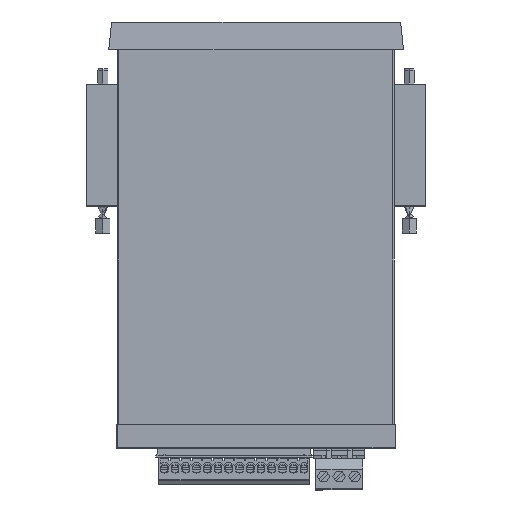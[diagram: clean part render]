
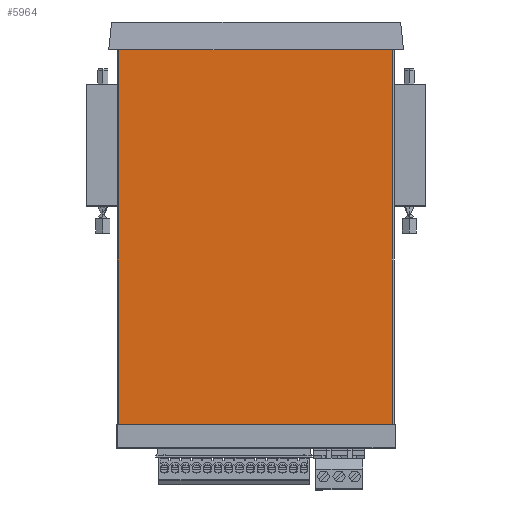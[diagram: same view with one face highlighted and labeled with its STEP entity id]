
A CAD part, front view. The second image highlights one B-rep face of the part: STEP entity #5964.
In plain terms, the highlighted face is planar.
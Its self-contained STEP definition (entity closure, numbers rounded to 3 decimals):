
#5964=ADVANCED_FACE('0:509',(#13812),#13813,.T.);
#13812=FACE_OUTER_BOUND('',#23875,.T.);
#13813=PLANE('',#23876);
#23875=EDGE_LOOP('',(#41093,#41094,#41095,#41096));
#23876=AXIS2_PLACEMENT_3D('',#41097,#41098,#41099);
#41093=ORIENTED_EDGE('',*,*,#65398,.F.);
#41094=ORIENTED_EDGE('',*,*,#65399,.T.);
#41095=ORIENTED_EDGE('',*,*,#65400,.T.);
#41096=ORIENTED_EDGE('',*,*,#62878,.F.);
#41097=CARTESIAN_POINT('',(44.294,0.0,-21.851));
#41098=DIRECTION('',(0.,0.0,-1.));
#41099=DIRECTION('',(0.0,-1.0,0.0));
#62878=EDGE_CURVE('0:1319',#76681,#76683,#76684,.T.);
#65398=EDGE_CURVE('0:2138',#80554,#76681,#80555,.T.);
#65399=EDGE_CURVE('0:2141',#80554,#80556,#80557,.T.);
#65400=EDGE_CURVE('0:2144',#80556,#76683,#80558,.T.);
#76681=VERTEX_POINT('',#96652);
#76683=VERTEX_POINT('',#96655);
#76684=LINE('',#96656,#96657);
#80554=VERTEX_POINT('',#102808);
#80555=LINE('',#102809,#102810);
#80556=VERTEX_POINT('',#102811);
#80557=LINE('',#102812,#102813);
#80558=LINE('',#102814,#102815);
#96652=CARTESIAN_POINT('',(-44.888,0.0,-21.862));
#96655=CARTESIAN_POINT('',(44.291,0.0,-21.853));
#96656=CARTESIAN_POINT('',(-44.888,0.0,-21.862));
#96657=VECTOR('',#117005,0.);
#102808=CARTESIAN_POINT('',(-44.89,122.0,-21.864));
#102809=CARTESIAN_POINT('',(-44.89,122.0,-21.864));
#102810=VECTOR('',#119777,0.);
#102811=CARTESIAN_POINT('',(44.294,122.0,-21.851));
#102812=CARTESIAN_POINT('',(-44.89,122.0,-21.864));
#102813=VECTOR('',#119778,0.);
#102814=CARTESIAN_POINT('',(44.294,122.0,-21.851));
#102815=VECTOR('',#119779,0.);
#117005=DIRECTION('',(1.,0.0,0.));
#119777=DIRECTION('',(0.,-1.,0.));
#119778=DIRECTION('',(1.,0.0,0.));
#119779=DIRECTION('',(0.,-1.,0.));
